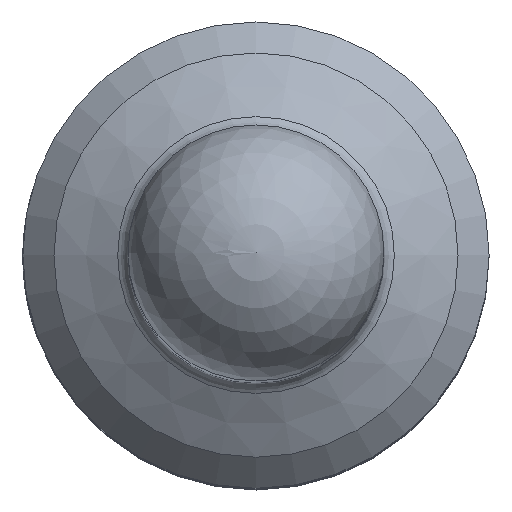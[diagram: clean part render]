
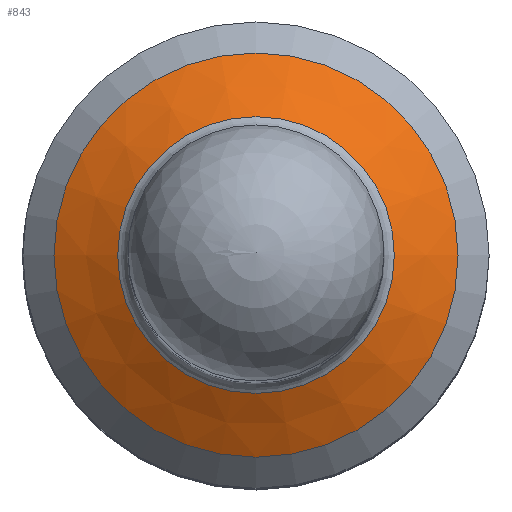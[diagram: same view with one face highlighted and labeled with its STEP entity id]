
A CAD part, top view. The second image highlights one B-rep face of the part: STEP entity #843.
In plain terms, the highlighted conical face has half-angle 60 degrees and reference radius 1.95 mm.
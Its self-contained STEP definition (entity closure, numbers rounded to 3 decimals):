
#648=CONICAL_SURFACE('',#2882,1.95,60.);
#843=ADVANCED_FACE('',(#1430,#1431),#648,.T.);
#1342=CIRCLE('',#2880,1.335);
#1343=CIRCLE('',#2881,1.95);
#1430=FACE_BOUND('',#1498,.T.);
#1431=FACE_BOUND('',#1499,.T.);
#1498=EDGE_LOOP('',(#1726));
#1499=EDGE_LOOP('',(#1727));
#1726=ORIENTED_EDGE('',*,*,#2472,.T.);
#1727=ORIENTED_EDGE('',*,*,#2473,.F.);
#2274=VERTEX_POINT('',#4277);
#2275=VERTEX_POINT('',#4279);
#2472=EDGE_CURVE('',#2274,#2274,#1342,.T.);
#2473=EDGE_CURVE('',#2275,#2275,#1343,.T.);
#2880=AXIS2_PLACEMENT_3D('',#4276,#3218,#3219);
#2881=AXIS2_PLACEMENT_3D('',#4278,#3220,#3221);
#2882=AXIS2_PLACEMENT_3D('',#4280,#3222,#3223);
#3218=DIRECTION('',(0.,0.,-1.));
#3219=DIRECTION('',(-1.,0.,0.));
#3220=DIRECTION('',(0.,0.,-1.));
#3221=DIRECTION('',(-1.,0.,0.));
#3222=DIRECTION('',(0.,0.,-1.));
#3223=DIRECTION('',(-1.,0.,0.));
#4276=CARTESIAN_POINT('',(0.,0.,9.892));
#4277=CARTESIAN_POINT('',(-1.335,0.,9.892));
#4278=CARTESIAN_POINT('',(0.,0.,9.537));
#4279=CARTESIAN_POINT('',(-1.95,0.,9.537));
#4280=CARTESIAN_POINT('',(0.,0.,9.537));
